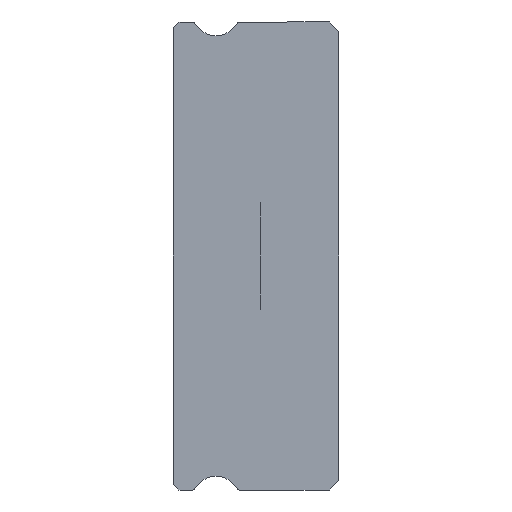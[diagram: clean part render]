
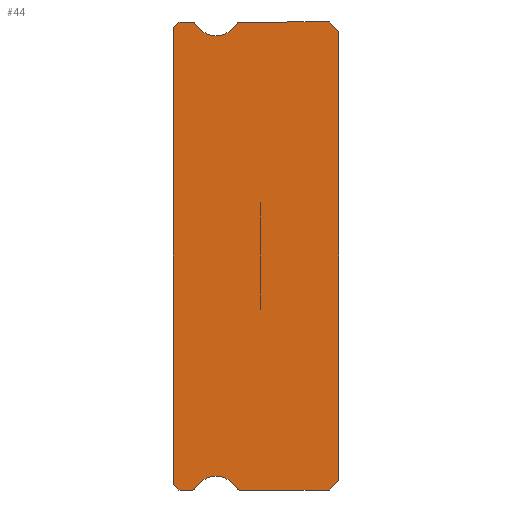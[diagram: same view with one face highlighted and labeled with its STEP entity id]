
A CAD part, left-side view. The second image highlights one B-rep face of the part: STEP entity #44.
In plain terms, the highlighted planar face has unit normal (-1, 0, 0).
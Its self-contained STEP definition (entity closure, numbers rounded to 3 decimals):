
#3 = DIRECTION ( 'NONE',  ( 1., 0., 0. ) ) ;
#6 = EDGE_CURVE ( 'NONE', #1287, #317, #1696, .T. ) ;
#38 = CARTESIAN_POINT ( 'NONE',  ( -5., 5.088, 12. ) ) ;
#44 = ADVANCED_FACE ( 'NONE', ( #2553 ), #2527, .F. ) ;
#47 = CARTESIAN_POINT ( 'NONE',  ( -5., 7.512, 12. ) ) ;
#55 = ORIENTED_EDGE ( 'NONE', *, *, #234, .F. ) ;
#60 = DIRECTION ( 'NONE',  ( -1., 0., 0. ) ) ;
#72 = CIRCLE ( 'NONE', #2597, 1.25 ) ;
#103 = CARTESIAN_POINT ( 'NONE',  ( -5., 8.2, 12. ) ) ;
#160 = CARTESIAN_POINT ( 'NONE',  ( -5., 0., 11.5 ) ) ;
#212 = VERTEX_POINT ( 'NONE', #1534 ) ;
#228 = CARTESIAN_POINT ( 'NONE',  ( -5., 0., -11.5 ) ) ;
#234 = EDGE_CURVE ( 'NONE', #778, #2076, #1048, .T. ) ;
#244 = CARTESIAN_POINT ( 'NONE',  ( -5., 0.5, 12. ) ) ;
#254 = EDGE_CURVE ( 'NONE', #257, #1869, #503, .T. ) ;
#257 = VERTEX_POINT ( 'NONE', #2645 ) ;
#267 = VECTOR ( 'NONE', #675, 1000. ) ;
#270 = CARTESIAN_POINT ( 'NONE',  ( -5., 8.2, -12. ) ) ;
#272 = VECTOR ( 'NONE', #370, 1000. ) ;
#317 = VERTEX_POINT ( 'NONE', #1120 ) ;
#320 = AXIS2_PLACEMENT_3D ( 'NONE', #839, #1294, #2629 ) ;
#334 = CARTESIAN_POINT ( 'NONE',  ( -5., 0., 11.5 ) ) ;
#337 = ORIENTED_EDGE ( 'NONE', *, *, #1535, .F. ) ;
#370 = DIRECTION ( 'NONE',  ( 0., 0.707, -0.707 ) ) ;
#373 = ORIENTED_EDGE ( 'NONE', *, *, #748, .T. ) ;
#446 = LINE ( 'NONE', #1316, #1367 ) ;
#463 = ORIENTED_EDGE ( 'NONE', *, *, #784, .F. ) ;
#485 = CARTESIAN_POINT ( 'NONE',  ( -5., 7.383, 11.925 ) ) ;
#495 = EDGE_CURVE ( 'NONE', #1551, #1011, #1662, .T. ) ;
#503 = CIRCLE ( 'NONE', #320, 0.15 ) ;
#514 = EDGE_CURVE ( 'NONE', #2122, #317, #1650, .T. ) ;
#546 = CARTESIAN_POINT ( 'NONE',  ( -5., 0.5, 12. ) ) ;
#560 = CARTESIAN_POINT ( 'NONE',  ( -5., 7.512, 11.85 ) ) ;
#567 = DIRECTION ( 'NONE',  ( 0., 0., 1. ) ) ;
#609 = CARTESIAN_POINT ( 'NONE',  ( -5., 8.5, 11.85 ) ) ;
#613 = ORIENTED_EDGE ( 'NONE', *, *, #1353, .F. ) ;
#623 = EDGE_CURVE ( 'NONE', #789, #1287, #2088, .T. ) ;
#675 = DIRECTION ( 'NONE',  ( 0., -0.707, -0.707 ) ) ;
#718 = DIRECTION ( 'NONE',  ( 0., 0., -1. ) ) ;
#741 = EDGE_CURVE ( 'NONE', #2814, #1307, #446, .T. ) ;
#748 = EDGE_CURVE ( 'NONE', #2122, #2814, #2169, .T. ) ;
#769 = DIRECTION ( 'NONE',  ( 0., 0., -1. ) ) ;
#778 = VERTEX_POINT ( 'NONE', #1377 ) ;
#784 = EDGE_CURVE ( 'NONE', #1869, #1255, #1556, .T. ) ;
#787 = DIRECTION ( 'NONE',  ( 0., -0.707, -0.707 ) ) ;
#789 = VERTEX_POINT ( 'NONE', #1160 ) ;
#823 = AXIS2_PLACEMENT_3D ( 'NONE', #560, #2308, #1882 ) ;
#837 = DIRECTION ( 'NONE',  ( 0., -1., 0. ) ) ;
#839 = CARTESIAN_POINT ( 'NONE',  ( -5., 5.088, 11.85 ) ) ;
#853 = AXIS2_PLACEMENT_3D ( 'NONE', #1204, #2726, #2095 ) ;
#857 = CARTESIAN_POINT ( 'NONE',  ( -5., 6.3, -12.55 ) ) ;
#899 = VERTEX_POINT ( 'NONE', #1361 ) ;
#915 = EDGE_CURVE ( 'NONE', #1551, #212, #1996, .T. ) ;
#939 = ORIENTED_EDGE ( 'NONE', *, *, #1215, .F. ) ;
#971 = ORIENTED_EDGE ( 'NONE', *, *, #6, .T. ) ;
#976 = DIRECTION ( 'NONE',  ( 0., 1., 0. ) ) ;
#984 = LINE ( 'NONE', #1870, #1399 ) ;
#1011 = VERTEX_POINT ( 'NONE', #334 ) ;
#1048 = CIRCLE ( 'NONE', #1544, 1.25 ) ;
#1117 = CARTESIAN_POINT ( 'NONE',  ( -5., 6.3, 12.55 ) ) ;
#1120 = CARTESIAN_POINT ( 'NONE',  ( -5., 8.5, 11.7 ) ) ;
#1160 = CARTESIAN_POINT ( 'NONE',  ( -5., 7.512, 12. ) ) ;
#1204 = CARTESIAN_POINT ( 'NONE',  ( -5., 5.088, -11.85 ) ) ;
#1215 = EDGE_CURVE ( 'NONE', #2809, #2613, #72, .T. ) ;
#1255 = VERTEX_POINT ( 'NONE', #244 ) ;
#1283 = DIRECTION ( 'NONE',  ( 0., 0., -1. ) ) ;
#1287 = VERTEX_POINT ( 'NONE', #2427 ) ;
#1294 = DIRECTION ( 'NONE',  ( 1., 0., 0. ) ) ;
#1307 = VERTEX_POINT ( 'NONE', #1604 ) ;
#1316 = CARTESIAN_POINT ( 'NONE',  ( -5., 7.512, -12. ) ) ;
#1333 = ORIENTED_EDGE ( 'NONE', *, *, #1743, .F. ) ;
#1340 = EDGE_LOOP ( 'NONE', ( #1388, #373, #1625, #613, #55, #1333, #2036, #2693, #2526, #2771, #463, #1909, #2560, #939, #337, #1918, #971 ) ) ;
#1346 = CARTESIAN_POINT ( 'NONE',  ( -5., 0., -11.5 ) ) ;
#1353 = EDGE_CURVE ( 'NONE', #2076, #1307, #2174, .T. ) ;
#1361 = CARTESIAN_POINT ( 'NONE',  ( -5., 5.088, -12. ) ) ;
#1367 = VECTOR ( 'NONE', #837, 1000. ) ;
#1377 = CARTESIAN_POINT ( 'NONE',  ( -5., 5.217, -11.925 ) ) ;
#1388 = ORIENTED_EDGE ( 'NONE', *, *, #514, .F. ) ;
#1399 = VECTOR ( 'NONE', #2740, 1000. ) ;
#1523 = CIRCLE ( 'NONE', #1713, 1.25 ) ;
#1528 = CARTESIAN_POINT ( 'NONE',  ( -5., 7.512, 11.85 ) ) ;
#1534 = CARTESIAN_POINT ( 'NONE',  ( -5., 0.5, -12. ) ) ;
#1535 = EDGE_CURVE ( 'NONE', #789, #2809, #2216, .T. ) ;
#1544 = AXIS2_PLACEMENT_3D ( 'NONE', #857, #2618, #1283 ) ;
#1548 = VECTOR ( 'NONE', #976, 1000. ) ;
#1551 = VERTEX_POINT ( 'NONE', #228 ) ;
#1554 = DIRECTION ( 'NONE',  ( -1., 0., 0. ) ) ;
#1556 = LINE ( 'NONE', #47, #1734 ) ;
#1558 = DIRECTION ( 'NONE',  ( 0., 0., -1. ) ) ;
#1604 = CARTESIAN_POINT ( 'NONE',  ( -5., 7.512, -12. ) ) ;
#1609 = EDGE_CURVE ( 'NONE', #2613, #257, #1523, .T. ) ;
#1625 = ORIENTED_EDGE ( 'NONE', *, *, #741, .T. ) ;
#1650 = LINE ( 'NONE', #609, #2335 ) ;
#1662 = LINE ( 'NONE', #160, #2385 ) ;
#1696 = LINE ( 'NONE', #1893, #272 ) ;
#1713 = AXIS2_PLACEMENT_3D ( 'NONE', #2234, #1554, #718 ) ;
#1734 = VECTOR ( 'NONE', #2699, 1000. ) ;
#1743 = EDGE_CURVE ( 'NONE', #899, #778, #2135, .T. ) ;
#1746 = CARTESIAN_POINT ( 'NONE',  ( -5., 6.3, 11.3 ) ) ;
#1756 = EDGE_CURVE ( 'NONE', #1255, #1011, #2514, .T. ) ;
#1772 = EDGE_CURVE ( 'NONE', #212, #899, #984, .T. ) ;
#1869 = VERTEX_POINT ( 'NONE', #38 ) ;
#1870 = CARTESIAN_POINT ( 'NONE',  ( -5., 7.512, -12. ) ) ;
#1878 = CARTESIAN_POINT ( 'NONE',  ( -5., 7.383, -11.925 ) ) ;
#1882 = DIRECTION ( 'NONE',  ( 0., 0., -1. ) ) ;
#1893 = CARTESIAN_POINT ( 'NONE',  ( -5., 8.5, 11.7 ) ) ;
#1909 = ORIENTED_EDGE ( 'NONE', *, *, #254, .F. ) ;
#1918 = ORIENTED_EDGE ( 'NONE', *, *, #623, .T. ) ;
#1996 = LINE ( 'NONE', #1346, #2701 ) ;
#2036 = ORIENTED_EDGE ( 'NONE', *, *, #1772, .F. ) ;
#2076 = VERTEX_POINT ( 'NONE', #1878 ) ;
#2088 = LINE ( 'NONE', #103, #1548 ) ;
#2095 = DIRECTION ( 'NONE',  ( 0., 0., -1. ) ) ;
#2122 = VERTEX_POINT ( 'NONE', #2562 ) ;
#2129 = DIRECTION ( 'NONE',  ( 0., 0., 1. ) ) ;
#2135 = CIRCLE ( 'NONE', #853, 0.15 ) ;
#2169 = LINE ( 'NONE', #2376, #267 ) ;
#2174 = CIRCLE ( 'NONE', #2768, 0.15 ) ;
#2216 = CIRCLE ( 'NONE', #2499, 0.15 ) ;
#2222 = DIRECTION ( 'NONE',  ( 0., 0.707, -0.707 ) ) ;
#2234 = CARTESIAN_POINT ( 'NONE',  ( -5., 6.3, 12.55 ) ) ;
#2308 = DIRECTION ( 'NONE',  ( 1., 0., 0. ) ) ;
#2335 = VECTOR ( 'NONE', #567, 1000. ) ;
#2376 = CARTESIAN_POINT ( 'NONE',  ( -5., 8.2, -12. ) ) ;
#2385 = VECTOR ( 'NONE', #2129, 1000. ) ;
#2386 = DIRECTION ( 'NONE',  ( 0., 0., -1. ) ) ;
#2407 = VECTOR ( 'NONE', #787, 1000. ) ;
#2427 = CARTESIAN_POINT ( 'NONE',  ( -5., 8.2, 12. ) ) ;
#2499 = AXIS2_PLACEMENT_3D ( 'NONE', #1528, #3, #2386 ) ;
#2514 = LINE ( 'NONE', #546, #2407 ) ;
#2526 = ORIENTED_EDGE ( 'NONE', *, *, #495, .T. ) ;
#2527 = PLANE ( 'NONE',  #823 ) ;
#2547 = DIRECTION ( 'NONE',  ( 1., 0., 0. ) ) ;
#2553 = FACE_OUTER_BOUND ( 'NONE', #1340, .T. ) ;
#2559 = CARTESIAN_POINT ( 'NONE',  ( -5., 7.512, -11.85 ) ) ;
#2560 = ORIENTED_EDGE ( 'NONE', *, *, #1609, .F. ) ;
#2562 = CARTESIAN_POINT ( 'NONE',  ( -5., 8.5, -11.7 ) ) ;
#2597 = AXIS2_PLACEMENT_3D ( 'NONE', #1117, #60, #1558 ) ;
#2613 = VERTEX_POINT ( 'NONE', #1746 ) ;
#2618 = DIRECTION ( 'NONE',  ( -1., 0., 0. ) ) ;
#2629 = DIRECTION ( 'NONE',  ( 0., 0., -1. ) ) ;
#2645 = CARTESIAN_POINT ( 'NONE',  ( -5., 5.217, 11.925 ) ) ;
#2693 = ORIENTED_EDGE ( 'NONE', *, *, #915, .F. ) ;
#2699 = DIRECTION ( 'NONE',  ( 0., -1., 0. ) ) ;
#2701 = VECTOR ( 'NONE', #2222, 1000. ) ;
#2726 = DIRECTION ( 'NONE',  ( 1., 0., 0. ) ) ;
#2740 = DIRECTION ( 'NONE',  ( 0., 1., 0. ) ) ;
#2768 = AXIS2_PLACEMENT_3D ( 'NONE', #2559, #2547, #769 ) ;
#2771 = ORIENTED_EDGE ( 'NONE', *, *, #1756, .F. ) ;
#2809 = VERTEX_POINT ( 'NONE', #485 ) ;
#2814 = VERTEX_POINT ( 'NONE', #270 ) ;
